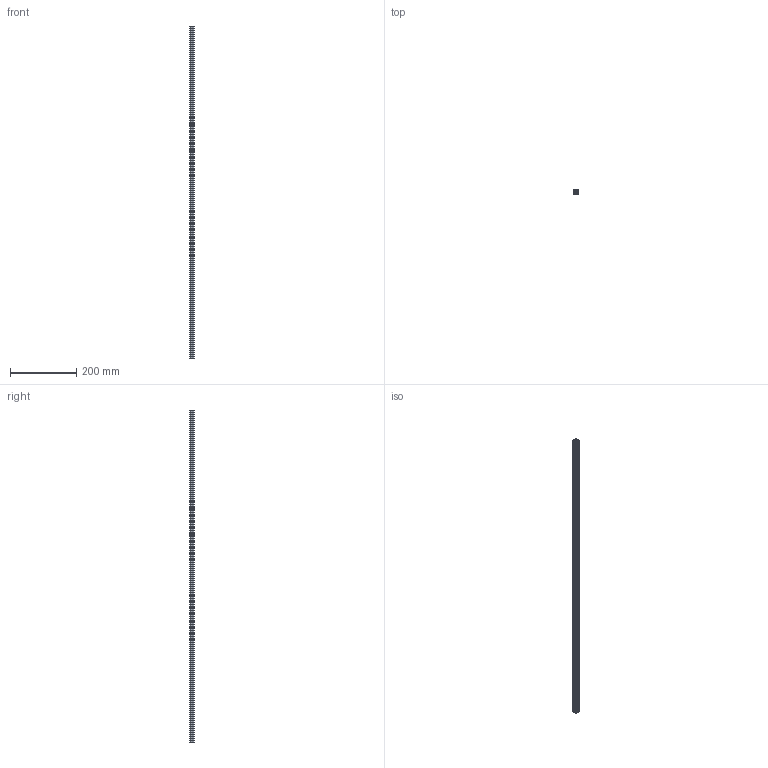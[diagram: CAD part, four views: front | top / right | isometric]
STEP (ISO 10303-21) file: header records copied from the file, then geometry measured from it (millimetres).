
FILE_DESCRIPTION (( 'STEP AP214' ), '1' );
FILE_NAME ('111X Êîíñòðóêöèîííûé ïðîôèëü 15õ15.STEP', '2019-10-28T13:58:10', ( 'Windows User' ), ( '' ), 'SwSTEP 2.0', 'SolidWorks 2019', '' );
FILE_SCHEMA (( 'AUTOMOTIVE_DESIGN' ));
Length unit declared in the file: millimetre
Products named in the file (1): 111X Êîíñòðóêöèîííûé ïðîôèëü 15õ15
Bounding box: 15 x 15 x 1000 mm (x, y, z)
Volume: 115741 mm3; surface area: 121322.1 mm2
Topology: 1 solids, 1 shells, 190 faces, 564 edges, 376 vertices
Faces by surface type: plane 98, cylinder 92
Entity records: 6446 total; most frequent: CARTESIAN_POINT 1131, DIRECTION 1130, ORIENTED_EDGE 1128, EDGE_CURVE 564, LINE 380, VECTOR 380, VERTEX_POINT 376, AXIS2_PLACEMENT_3D 375
